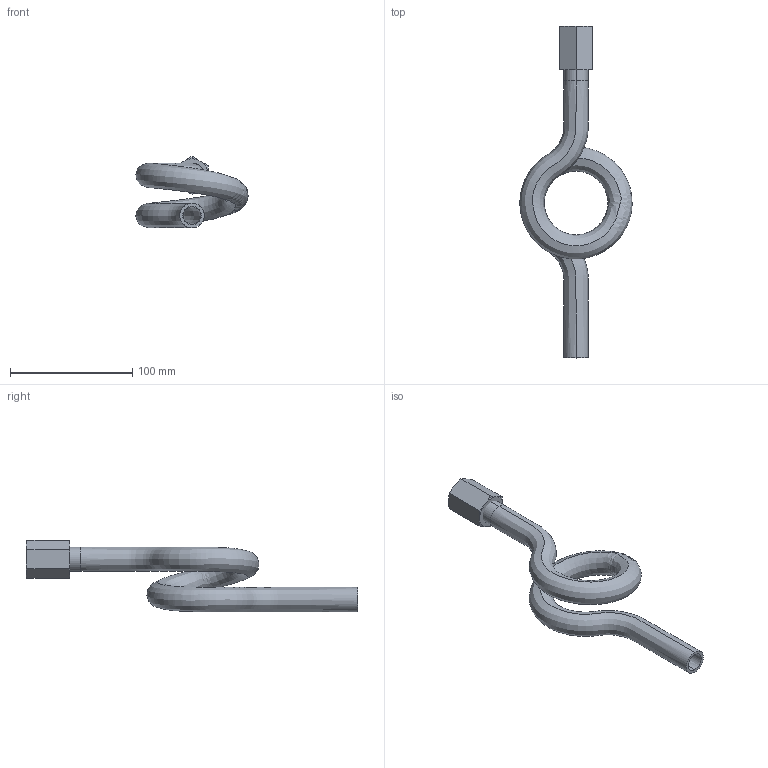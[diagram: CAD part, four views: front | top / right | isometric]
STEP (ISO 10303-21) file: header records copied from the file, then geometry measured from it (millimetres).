
FILE_DESCRIPTION (( 'STEP AP214' ), '1' );
FILE_NAME ('Smycka kondenzacni stocena D.STEP', '2013-02-19T15:33:44', ( 'Uzivatel' ), ( '' ), 'SwSTEP 2.0', 'SolidWorks 2012', '' );
FILE_SCHEMA (( 'AUTOMOTIVE_DESIGN' ));
Length unit declared in the file: millimetre
Products named in the file (1): Smycka kondenzacni stocena D
Bounding box: 91.91 x 272 x 58.59 mm (x, y, z)
Volume: 82833.7 mm3; surface area: 62391 mm2
Topology: 2 solids, 2 shells, 35 faces, 74 edges, 44 vertices
Faces by surface type: cone 16, plane 11, cylinder 4, bspline 4
Entity records: 6515 total; most frequent: CARTESIAN_POINT 5764, ORIENTED_EDGE 148, DIRECTION 138, EDGE_CURVE 74, AXIS2_PLACEMENT_3D 62, VERTEX_POINT 44, EDGE_LOOP 40, FACE_OUTER_BOUND 35
